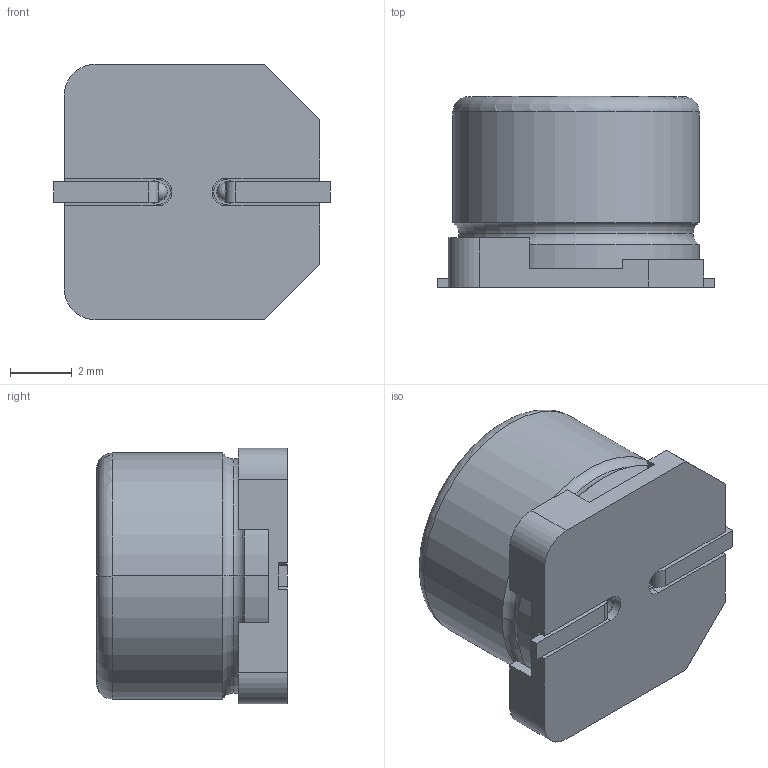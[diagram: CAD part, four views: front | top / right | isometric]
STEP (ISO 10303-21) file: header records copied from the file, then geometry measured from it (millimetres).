
FILE_DESCRIPTION (( 'STEP AP214' ), '1' );
FILE_NAME ('昗弨昳兂8 SIZE CODE E.stp', '2018-07-21T06:43:36', ( '' ), ( '' ), 'SwSTEP 2.0', 'SolidWorks 2015', '' );
FILE_SCHEMA (( 'AUTOMOTIVE_DESIGN' ));
Length unit declared in the file: millimetre
Products named in the file (4): 標準SIZE CODE E-002; 昗弨昳兂8 SIZE CODE E; 標準SIZE CODE E-003; 標準SIZE CODE E-001
Assembly tree (4 placements, depth 2):
  昗弨昳兂8 SIZE CODE E
    標準SIZE CODE E-001
    標準SIZE CODE E-002
    標準SIZE CODE E-003  x2
Bounding box: 9 x 6.2 x 8.3 mm (x, y, z)
Volume: 324.4 mm3; surface area: 430.2 mm2
Topology: 4 solids, 4 shells, 83 faces, 207 edges, 128 vertices
Faces by surface type: plane 52, cylinder 23, torus 6, sphere 2
Entity records: 2201 total; most frequent: DIRECTION 374, CARTESIAN_POINT 353, ORIENTED_EDGE 340, EDGE_CURVE 170, AXIS2_PLACEMENT_3D 129, LINE 116, VECTOR 116, VERTEX_POINT 108
